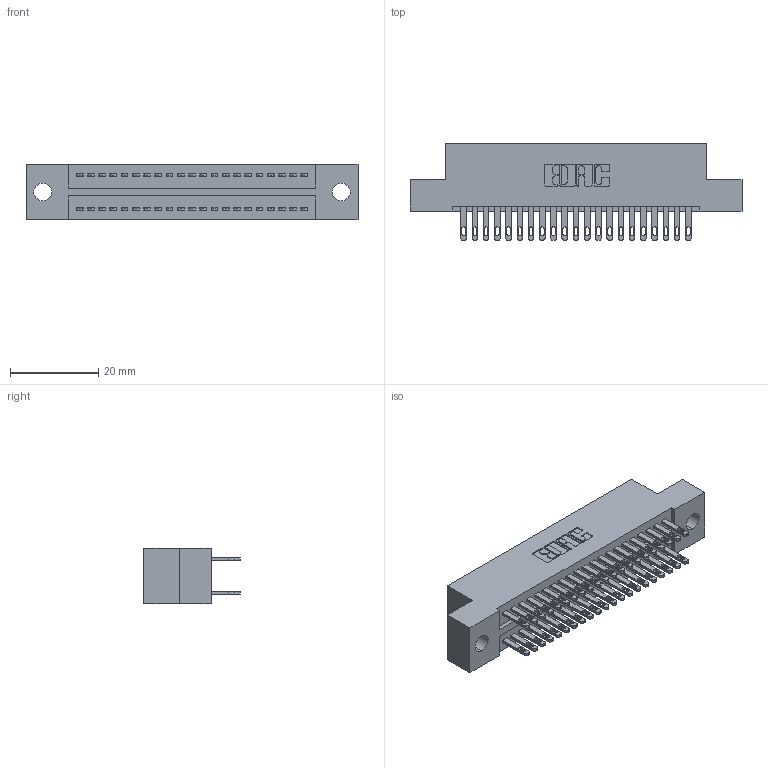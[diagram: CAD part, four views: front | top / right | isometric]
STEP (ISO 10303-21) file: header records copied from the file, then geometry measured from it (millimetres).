
FILE_DESCRIPTION (( 'STEP AP203' ), '1' );
FILE_NAME ('325-042-500-209.STEP', '2020-02-24T21:52:01', ( '' ), ( '' ), 'SwSTEP 2.0', 'SolidWorks 2016', '' );
FILE_SCHEMA (( 'CONFIG_CONTROL_DESIGN' ));
Length unit declared in the file: inch
Products named in the file (3): 325-292-001_325-293-100; 325 Part_.160 TH; 325-042-500-209
Assembly tree (43 placements, depth 2):
  325-042-500-209
    325 Part_.160 TH
    325-292-001_325-293-100  x42
Bounding box: 75.06 x 21.84 x 12.45 mm (x, y, z)
Volume: 9398.6 mm3; surface area: 11237.4 mm2
Topology: 43 solids, 43 shells, 2130 faces, 6485 edges, 4322 vertices
Faces by surface type: plane 1330, cylinder 800
Entity records: 16159 total; most frequent: CARTESIAN_POINT 2702, ORIENTED_EDGE 2638, DIRECTION 2347, EDGE_CURVE 1319, LINE 1187, VECTOR 1187, VERTEX_POINT 878, AXIS2_PLACEMENT_3D 580
